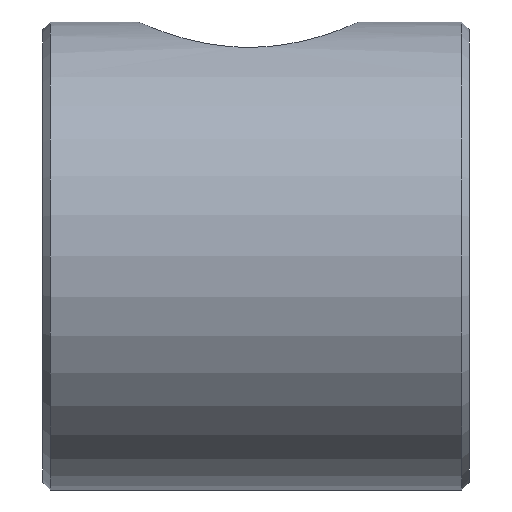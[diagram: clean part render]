
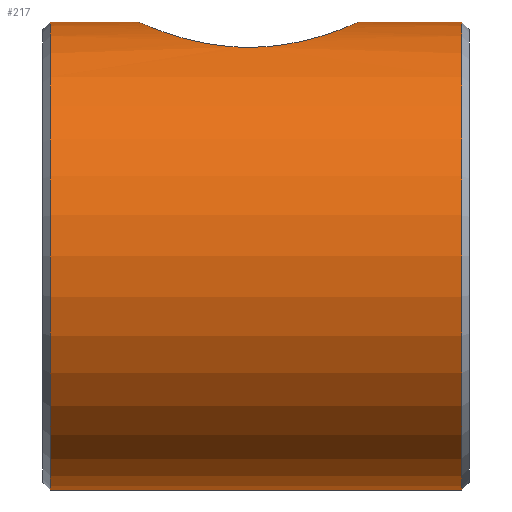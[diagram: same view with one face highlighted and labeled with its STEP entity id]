
A CAD part, left-side view. The second image highlights one B-rep face of the part: STEP entity #217.
In plain terms, the highlighted cylindrical face has radius 15.925 mm (diameter 31.85 mm), a partial arc.
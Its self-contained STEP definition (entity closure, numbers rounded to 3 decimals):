
#13 = CARTESIAN_POINT ( 'NONE',  ( 0., 0.5, -15.925 ) ) ;
#37 = CARTESIAN_POINT ( 'NONE',  ( -5.486, 10.085, 14.954 ) ) ;
#39 = CARTESIAN_POINT ( 'NONE',  ( 0., 7.501, 15.925 ) ) ;
#40 = VERTEX_POINT ( 'NONE', #79 ) ;
#51 = CARTESIAN_POINT ( 'NONE',  ( -0.492, 7.508, 15.925 ) ) ;
#63 = CARTESIAN_POINT ( 'NONE',  ( -4.998, 20.431, 15.121 ) ) ;
#79 = CARTESIAN_POINT ( 'NONE',  ( 0., 28.5, -15.925 ) ) ;
#80 = CARTESIAN_POINT ( 'NONE',  ( -5.907, 19.332, 14.789 ) ) ;
#106 = EDGE_CURVE ( 'NONE', #720, #40, #1384, .T. ) ;
#135 = DIRECTION ( 'NONE',  ( 0., -1., 0. ) ) ;
#143 = DIRECTION ( 'NONE',  ( 0., -1., 0. ) ) ;
#163 = CARTESIAN_POINT ( 'NONE',  ( -7.023, 13.31, 14.293 ) ) ;
#167 = LINE ( 'NONE', #1792, #570 ) ;
#194 = CARTESIAN_POINT ( 'NONE',  ( -3.891, 8.676, 15.444 ) ) ;
#217 = ADVANCED_FACE ( 'NONE', ( #882 ), #278, .T. ) ;
#278 = CYLINDRICAL_SURFACE ( 'NONE', #1004, 15.925 ) ;
#280 = EDGE_CURVE ( 'NONE', #986, #1347, #1651, .T. ) ;
#306 = DIRECTION ( 'NONE',  ( 0., 0., -1. ) ) ;
#324 = CARTESIAN_POINT ( 'NONE',  ( -1.938, 7.77, 15.814 ) ) ;
#328 = EDGE_CURVE ( 'NONE', #40, #1077, #1549, .T. ) ;
#334 = CARTESIAN_POINT ( 'NONE',  ( -3.689, 21.466, 15.497 ) ) ;
#347 = EDGE_LOOP ( 'NONE', ( #474, #522, #1046, #357, #593, #1278 ) ) ;
#357 = ORIENTED_EDGE ( 'NONE', *, *, #1624, .T. ) ;
#417 = VERTEX_POINT ( 'NONE', #1195 ) ;
#459 = EDGE_CURVE ( 'NONE', #1347, #417, #1552, .T. ) ;
#462 = CARTESIAN_POINT ( 'NONE',  ( -5.323, 20.087, 15.01 ) ) ;
#469 = CARTESIAN_POINT ( 'NONE',  ( -7.144, 14.026, 14.233 ) ) ;
#474 = ORIENTED_EDGE ( 'NONE', *, *, #945, .F. ) ;
#494 = CARTESIAN_POINT ( 'NONE',  ( -4.827, 20.594, 15.177 ) ) ;
#521 = DIRECTION ( 'NONE',  ( 0., 1., 0. ) ) ;
#522 = ORIENTED_EDGE ( 'NONE', *, *, #106, .T. ) ;
#529 = CARTESIAN_POINT ( 'NONE',  ( -6.288, 18.725, 14.634 ) ) ;
#537 = CARTESIAN_POINT ( 'NONE',  ( 0., 28.5, 15.925 ) ) ;
#550 = CARTESIAN_POINT ( 'NONE',  ( -7.199, 15.493, 14.205 ) ) ;
#560 = CARTESIAN_POINT ( 'NONE',  ( -7.188, 14.512, 14.21 ) ) ;
#570 = VECTOR ( 'NONE', #769, 1000. ) ;
#593 = ORIENTED_EDGE ( 'NONE', *, *, #459, .F. ) ;
#607 = DIRECTION ( 'NONE',  ( 0., -1., 0. ) ) ;
#618 = CARTESIAN_POINT ( 'NONE',  ( 0., 28.5, 0. ) ) ;
#621 = CARTESIAN_POINT ( 'NONE',  ( -6.761, 12.377, 14.419 ) ) ;
#645 = CARTESIAN_POINT ( 'NONE',  ( -4.467, 20.905, 15.287 ) ) ;
#706 = CARTESIAN_POINT ( 'NONE',  ( -7.199, 14.759, 14.205 ) ) ;
#720 = VERTEX_POINT ( 'NONE', #537 ) ;
#766 = CARTESIAN_POINT ( 'NONE',  ( -6.969, 13.075, 14.319 ) ) ;
#769 = DIRECTION ( 'NONE',  ( 0., -1., 0. ) ) ;
#774 = CARTESIAN_POINT ( 'NONE',  ( -7.111, 13.786, 14.249 ) ) ;
#785 = CARTESIAN_POINT ( 'NONE',  ( 0., 29., 15.925 ) ) ;
#803 = CARTESIAN_POINT ( 'NONE',  ( -2.396, 7.918, 15.75 ) ) ;
#808 = CARTESIAN_POINT ( 'NONE',  ( 0., 0.5, 0. ) ) ;
#835 = CARTESIAN_POINT ( 'NONE',  ( -6.98, 16.929, 14.314 ) ) ;
#882 = FACE_OUTER_BOUND ( 'NONE', #347, .T. ) ;
#914 = CARTESIAN_POINT ( 'NONE',  ( -0.492, 22.492, 15.925 ) ) ;
#942 = CARTESIAN_POINT ( 'NONE',  ( -4.835, 9.397, 15.177 ) ) ;
#945 = EDGE_CURVE ( 'NONE', #720, #986, #167, .T. ) ;
#983 = CARTESIAN_POINT ( 'NONE',  ( -6.501, 18.299, 14.539 ) ) ;
#986 = VERTEX_POINT ( 'NONE', #1777 ) ;
#1004 = AXIS2_PLACEMENT_3D ( 'NONE', #1490, #135, #306 ) ;
#1046 = ORIENTED_EDGE ( 'NONE', *, *, #328, .T. ) ;
#1077 = VERTEX_POINT ( 'NONE', #13 ) ;
#1088 = CARTESIAN_POINT ( 'NONE',  ( 0., 29., -15.925 ) ) ;
#1107 = CARTESIAN_POINT ( 'NONE',  ( -0.974, 22.437, 15.902 ) ) ;
#1108 = CARTESIAN_POINT ( 'NONE',  ( -3.687, 8.546, 15.494 ) ) ;
#1195 = CARTESIAN_POINT ( 'NONE',  ( 0., 0.5, 15.925 ) ) ;
#1196 = DIRECTION ( 'NONE',  ( 0., 0., 1. ) ) ;
#1216 = CARTESIAN_POINT ( 'NONE',  ( -6.5, 11.7, 14.539 ) ) ;
#1235 = CARTESIAN_POINT ( 'NONE',  ( -1.922, 22.234, 15.816 ) ) ;
#1278 = ORIENTED_EDGE ( 'NONE', *, *, #280, .F. ) ;
#1347 = VERTEX_POINT ( 'NONE', #39 ) ;
#1369 = CARTESIAN_POINT ( 'NONE',  ( -6.838, 12.609, 14.382 ) ) ;
#1380 = CARTESIAN_POINT ( 'NONE',  ( -6.287, 11.274, 14.634 ) ) ;
#1384 = CIRCLE ( 'NONE', #1637, 15.925 ) ;
#1397 = CARTESIAN_POINT ( 'NONE',  ( -4.278, 21.053, 15.341 ) ) ;
#1405 = CARTESIAN_POINT ( 'NONE',  ( -0.978, 7.563, 15.902 ) ) ;
#1430 = CARTESIAN_POINT ( 'NONE',  ( -5.769, 19.53, 14.844 ) ) ;
#1442 = CARTESIAN_POINT ( 'NONE',  ( -6.846, 17.403, 14.379 ) ) ;
#1453 = VECTOR ( 'NONE', #607, 1000. ) ;
#1490 = CARTESIAN_POINT ( 'NONE',  ( 0., 29., 0. ) ) ;
#1521 = CARTESIAN_POINT ( 'NONE',  ( -5.478, 19.907, 14.954 ) ) ;
#1523 = DIRECTION ( 'NONE',  ( 0., -1., 0. ) ) ;
#1536 = CARTESIAN_POINT ( 'NONE',  ( -3.054, 8.205, 15.631 ) ) ;
#1549 = LINE ( 'NONE', #1088, #1644 ) ;
#1552 = LINE ( 'NONE', #785, #1453 ) ;
#1555 = CARTESIAN_POINT ( 'NONE',  ( -4.477, 9.088, 15.288 ) ) ;
#1598 = CARTESIAN_POINT ( 'NONE',  ( -7.155, 15.976, 14.228 ) ) ;
#1624 = EDGE_CURVE ( 'NONE', #1077, #417, #1634, .T. ) ;
#1634 = CIRCLE ( 'NONE', #1910, 15.925 ) ;
#1637 = AXIS2_PLACEMENT_3D ( 'NONE', #618, #143, #1196 ) ;
#1644 = VECTOR ( 'NONE', #1523, 1000. ) ;
#1651 = B_SPLINE_CURVE_WITH_KNOTS ( 'NONE', 3,
 ( #1854, #914, #1107, #1235, #1833, #1694, #334, #1397, #645, #494, #63, #462, #1521, #1430, #80, #529, #983, #1442, #835, #1598, #550, #706, #560, #469, #774, #163, #766, #1369, #621, #1216, #1380, #1828, #37, #942, #1555, #194, #1108, #1823, #1536, #803, #324, #1405, #51, #1835 ),
 .UNSPECIFIED., .F., .F.,
 ( 4, 2, 2, 2, 2, 2, 2, 2, 2, 2, 2, 2, 2, 2, 2, 2, 2, 2, 2, 2, 2, 4 ),
 ( 0., 0.002, 0.003, 0.004, 0.005, 0.006, 0.007, 0.007, 0.009, 0.01, 0.012, 0.012, 0.013, 0.014, 0.015, 0.016, 0.018, 0.019, 0.02, 0.021, 0.022, 0.023 ),
 .UNSPECIFIED. ) ;
#1694 = CARTESIAN_POINT ( 'NONE',  ( -3.272, 21.7, 15.592 ) ) ;
#1717 = DIRECTION ( 'NONE',  ( 0., 0., 1. ) ) ;
#1777 = CARTESIAN_POINT ( 'NONE',  ( 0., 22.499, 15.925 ) ) ;
#1792 = CARTESIAN_POINT ( 'NONE',  ( 0., 29., 15.925 ) ) ;
#1823 = CARTESIAN_POINT ( 'NONE',  ( -3.268, 8.311, 15.588 ) ) ;
#1828 = CARTESIAN_POINT ( 'NONE',  ( -5.782, 10.468, 14.841 ) ) ;
#1833 = CARTESIAN_POINT ( 'NONE',  ( -2.391, 22.084, 15.751 ) ) ;
#1835 = CARTESIAN_POINT ( 'NONE',  ( 0., 7.501, 15.925 ) ) ;
#1854 = CARTESIAN_POINT ( 'NONE',  ( 0., 22.499, 15.925 ) ) ;
#1910 = AXIS2_PLACEMENT_3D ( 'NONE', #808, #521, #1717 ) ;
